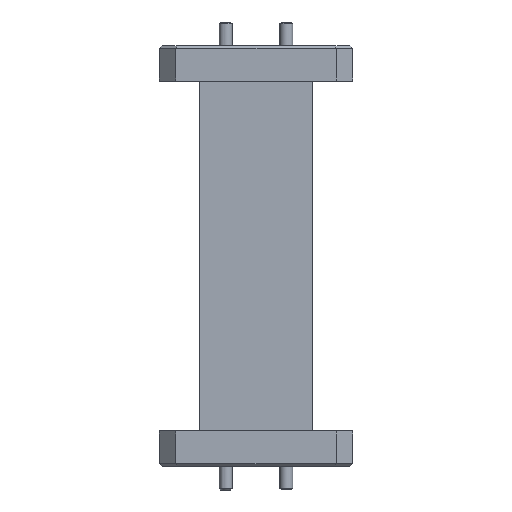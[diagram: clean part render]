
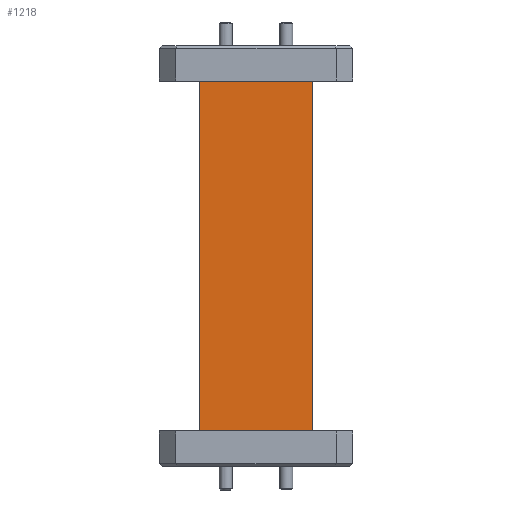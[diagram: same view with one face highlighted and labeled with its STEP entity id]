
A CAD part, front view. The second image highlights one B-rep face of the part: STEP entity #1218.
In plain terms, the highlighted planar face has unit normal (0, -1, 0).
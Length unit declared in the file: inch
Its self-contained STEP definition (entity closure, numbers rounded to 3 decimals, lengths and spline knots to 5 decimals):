
#85 = EDGE_LOOP ( 'NONE', ( #6180, #11956, #7763, #10056 ) ) ;
#1218 = ADVANCED_FACE ( 'NONE', ( #11349 ), #5106, .F. ) ;
#1325 = CARTESIAN_POINT ( 'NONE',  ( -0.40453, -0.21949, -3.6685 ) ) ;
#1394 = DIRECTION ( 'NONE',  ( 0., 0., 1. ) ) ;
#1457 = DIRECTION ( 'NONE',  ( 0., 1., 0. ) ) ;
#4246 = VECTOR ( 'NONE', #6738, 39.37008 ) ;
#5106 = PLANE ( 'NONE',  #14329 ) ;
#5220 = EDGE_CURVE ( 'NONE', #9174, #5486, #9449, .T. ) ;
#5486 = VERTEX_POINT ( 'NONE', #6126 ) ;
#6126 = CARTESIAN_POINT ( 'NONE',  ( -0.40453, -0.21949, -0.25197 ) ) ;
#6180 = ORIENTED_EDGE ( 'NONE', *, *, #5220, .F. ) ;
#6738 = DIRECTION ( 'NONE',  ( -1., 0., 0. ) ) ;
#6880 = DIRECTION ( 'NONE',  ( 1., 0., 0. ) ) ;
#7763 = ORIENTED_EDGE ( 'NONE', *, *, #14705, .T. ) ;
#7968 = VERTEX_POINT ( 'NONE', #10241 ) ;
#8014 = DIRECTION ( 'NONE',  ( 0., 0., 1. ) ) ;
#8741 = CARTESIAN_POINT ( 'NONE',  ( 0.40453, -0.21949, -3.6685 ) ) ;
#8784 = VECTOR ( 'NONE', #8014, 39.37008 ) ;
#9042 = EDGE_CURVE ( 'NONE', #9174, #10209, #12516, .T. ) ;
#9174 = VERTEX_POINT ( 'NONE', #14071 ) ;
#9449 = LINE ( 'NONE', #1325, #15015 ) ;
#9504 = VECTOR ( 'NONE', #6880, 39.37008 ) ;
#10056 = ORIENTED_EDGE ( 'NONE', *, *, #12695, .T. ) ;
#10209 = VERTEX_POINT ( 'NONE', #16547 ) ;
#10241 = CARTESIAN_POINT ( 'NONE',  ( 0.40453, -0.21949, -0.25197 ) ) ;
#11349 = FACE_OUTER_BOUND ( 'NONE', #85, .T. ) ;
#11956 = ORIENTED_EDGE ( 'NONE', *, *, #9042, .T. ) ;
#12516 = LINE ( 'NONE', #14281, #9504 ) ;
#12695 = EDGE_CURVE ( 'NONE', #7968, #5486, #14831, .T. ) ;
#13184 = DIRECTION ( 'NONE',  ( 0., 0., 1. ) ) ;
#13632 = LINE ( 'NONE', #18118, #8784 ) ;
#14071 = CARTESIAN_POINT ( 'NONE',  ( -0.40453, -0.21949, -2.74803 ) ) ;
#14197 = CARTESIAN_POINT ( 'NONE',  ( 0.40453, -0.21949, -0.25197 ) ) ;
#14281 = CARTESIAN_POINT ( 'NONE',  ( 0.40453, -0.21949, -2.74803 ) ) ;
#14329 = AXIS2_PLACEMENT_3D ( 'NONE', #8741, #1457, #13184 ) ;
#14705 = EDGE_CURVE ( 'NONE', #10209, #7968, #13632, .T. ) ;
#14831 = LINE ( 'NONE', #14197, #4246 ) ;
#15015 = VECTOR ( 'NONE', #1394, 39.37008 ) ;
#16547 = CARTESIAN_POINT ( 'NONE',  ( 0.40453, -0.21949, -2.74803 ) ) ;
#18118 = CARTESIAN_POINT ( 'NONE',  ( 0.40453, -0.21949, -3.6685 ) ) ;
